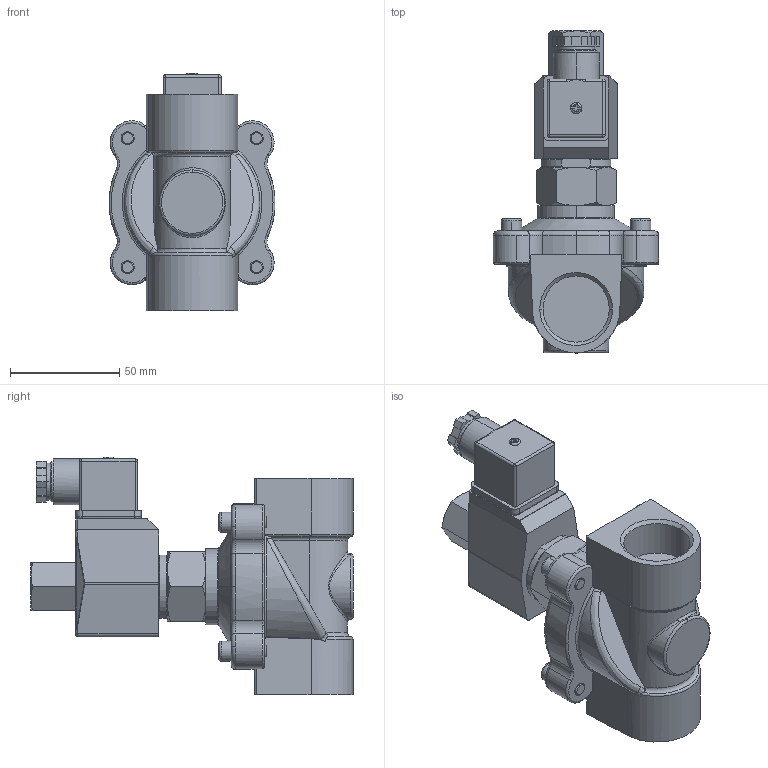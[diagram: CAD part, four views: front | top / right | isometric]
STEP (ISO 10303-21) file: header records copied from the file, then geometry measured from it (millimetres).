
FILE_DESCRIPTION (( 'STEP AP214' ), '1' );
FILE_NAME ('242 DN25 NO.STEP', '2023-08-30T16:22:38', ( 'admin' ), ( 'Hewlett-Packard Company' ), 'SwSTEP 2.0', 'SolidWorks 2015', '' );
FILE_SCHEMA (( 'AUTOMOTIVE_DESIGN' ));
Length unit declared in the file: millimetre
Products named in the file (3): Spule; DN25; 242 DN25 NO
Assembly tree (2 placements, depth 2):
  242 DN25 NO
    DN25
    Spule
Bounding box: 75.87 x 147.3 x 108.8 mm (x, y, z)
Volume: 120940.1 mm3; surface area: 49893.3 mm2
Topology: 1 solids, 2 shells, 463 faces, 1130 edges, 688 vertices
Faces by surface type: plane 186, cylinder 115, torus 66, bspline 51, cone 45
Entity records: 22182 total; most frequent: CARTESIAN_POINT 6539, ORIENTED_EDGE 2236, DIRECTION 2140, EDGE_CURVE 1119, AXIS2_PLACEMENT_3D 810, VERTEX_POINT 688, LINE 520, VECTOR 520
